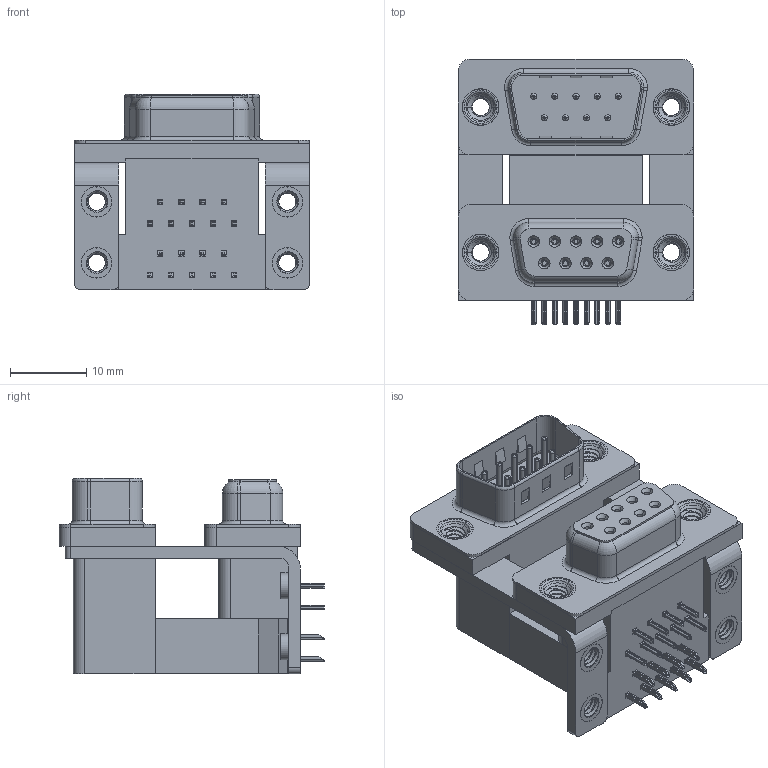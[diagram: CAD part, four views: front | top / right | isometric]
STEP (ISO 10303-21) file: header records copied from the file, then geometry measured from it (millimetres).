
FILE_DESCRIPTION (( 'STEP AP203' ), '1' );
FILE_NAME ('663-009-264-055.STEP', '2022-06-17T21:26:40', ( '' ), ( '' ), 'SwSTEP 2.0', 'SolidWorks 2020', '' );
FILE_SCHEMA (( 'CONFIG_CONTROL_DESIGN' ));
Length unit declared in the file: millimetre
Products named in the file (13): 663 Housing Lower_09 Contacts; 663 Contact Bottom Lower; 663 Mounting Bracket_ThruM; 663 Contact Top Lower; 663-009-264-055; 663 Contact Top Upper_M; 663 Housing Spacer_09 Contacts M; 663 Housing Upper_09 Contacts M; 663 Shell Plug_09 Contacts; 663 Shell Receptacle_09 Contacts; 663 4-40 Threaded Board Mount; 663 Contact Bottom Upper_M; 663 Threaded Rivet_4-40
Assembly tree (33 placements, depth 2):
  663-009-264-055
    663 Housing Lower_09 Contacts
    663 Housing Spacer_09 Contacts M
    663 Housing Upper_09 Contacts M
    663 Shell Receptacle_09 Contacts
    663 Shell Plug_09 Contacts
    663 Contact Bottom Lower  x4
    663 Contact Top Lower  x5
    663 Contact Bottom Upper_M  x4
    663 Contact Top Upper_M  x5
    663 Mounting Bracket_ThruM  x2
    663 4-40 Threaded Board Mount  x4
    663 Threaded Rivet_4-40  x4
Bounding box: 30.81 x 34.78 x 25.6 mm (x, y, z)
Volume: 10851 mm3; surface area: 12746.3 mm2
Topology: 33 solids, 33 shells, 2669 faces, 6819 edges, 4269 vertices
Faces by surface type: plane 1275, cylinder 771, bspline 332, cone 168, torus 123
Entity records: 39546 total; most frequent: CARTESIAN_POINT 12220, ORIENTED_EDGE 5378, DIRECTION 5051, EDGE_CURVE 2689, VERTEX_POINT 1706, VECTOR 1703, LINE 1703, AXIS2_PLACEMENT_3D 1674
